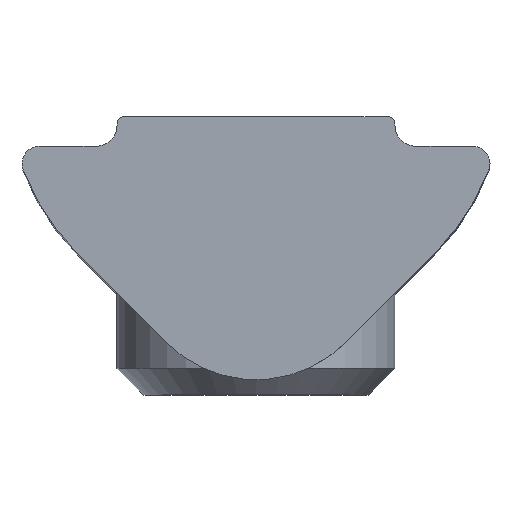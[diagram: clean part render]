
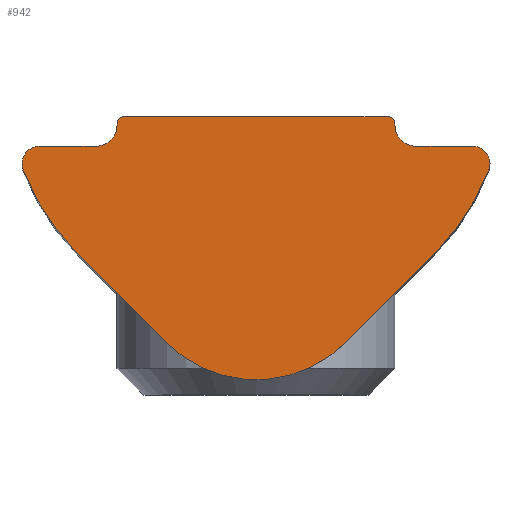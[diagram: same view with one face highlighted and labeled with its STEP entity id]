
A CAD part, top view. The second image highlights one B-rep face of the part: STEP entity #942.
In plain terms, the highlighted planar face has unit normal (0, 0, 1).
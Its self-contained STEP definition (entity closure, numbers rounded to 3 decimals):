
#6 = DIRECTION ( 'NONE',  ( 1., 0., 0. ) ) ;
#10 = FACE_OUTER_BOUND ( 'NONE', #934, .T. ) ;
#13 = AXIS2_PLACEMENT_3D ( 'NONE', #651, #1322, #773 ) ;
#15 = CARTESIAN_POINT ( 'NONE',  ( -5.09, -3.142, 14. ) ) ;
#36 = ORIENTED_EDGE ( 'NONE', *, *, #313, .F. ) ;
#40 = CIRCLE ( 'NONE', #1156, 0.501 ) ;
#41 = ORIENTED_EDGE ( 'NONE', *, *, #807, .T. ) ;
#42 = AXIS2_PLACEMENT_3D ( 'NONE', #455, #125, #1148 ) ;
#43 = CIRCLE ( 'NONE', #1426, 0.501 ) ;
#47 = EDGE_CURVE ( 'NONE', #1372, #538, #716, .T. ) ;
#55 = EDGE_CURVE ( 'NONE', #602, #842, #479, .T. ) ;
#62 = AXIS2_PLACEMENT_3D ( 'NONE', #1212, #530, #764 ) ;
#64 = VECTOR ( 'NONE', #197, 1000. ) ;
#79 = EDGE_CURVE ( 'NONE', #1162, #233, #1393, .T. ) ;
#98 = DIRECTION ( 'NONE',  ( 0., 1., 0. ) ) ;
#108 = DIRECTION ( 'NONE',  ( 0., 0., -1. ) ) ;
#117 = DIRECTION ( 'NONE',  ( 1., 0., 0. ) ) ;
#120 = EDGE_CURVE ( 'NONE', #454, #711, #665, .T. ) ;
#125 = DIRECTION ( 'NONE',  ( 0., 0., 1. ) ) ;
#127 = ORIENTED_EDGE ( 'NONE', *, *, #481, .F. ) ;
#130 = CARTESIAN_POINT ( 'NONE',  ( 5.092, -3.142, 14. ) ) ;
#143 = CIRCLE ( 'NONE', #958, 7.2 ) ;
#144 = CARTESIAN_POINT ( 'NONE',  ( 2.584, -5.651, 14. ) ) ;
#153 = VERTEX_POINT ( 'NONE', #15 ) ;
#189 = LINE ( 'NONE', #972, #791 ) ;
#196 = EDGE_CURVE ( 'NONE', #1372, #1307, #1228, .T. ) ;
#197 = DIRECTION ( 'NONE',  ( 1., 0., 0. ) ) ;
#224 = LINE ( 'NONE', #878, #413 ) ;
#233 = VERTEX_POINT ( 'NONE', #361 ) ;
#234 = PLANE ( 'NONE',  #42 ) ;
#235 = CARTESIAN_POINT ( 'NONE',  ( -6.234, 0., 14. ) ) ;
#277 = ORIENTED_EDGE ( 'NONE', *, *, #1360, .T. ) ;
#287 = CARTESIAN_POINT ( 'NONE',  ( -6.234, -0.501, 14. ) ) ;
#292 = LINE ( 'NONE', #639, #64 ) ;
#313 = EDGE_CURVE ( 'NONE', #1145, #442, #1318, .T. ) ;
#327 = CARTESIAN_POINT ( 'NONE',  ( 4.001, 0.65, 14. ) ) ;
#337 = CARTESIAN_POINT ( 'NONE',  ( 3.801, 0.65, 14. ) ) ;
#341 = VERTEX_POINT ( 'NONE', #1193 ) ;
#359 = DIRECTION ( 'NONE',  ( 0.707, 0.707, 0. ) ) ;
#360 = EDGE_CURVE ( 'NONE', #454, #602, #292, .T. ) ;
#361 = CARTESIAN_POINT ( 'NONE',  ( 6.702, -0.684, 14. ) ) ;
#393 = CARTESIAN_POINT ( 'NONE',  ( -3.999, 0.6, 14. ) ) ;
#397 = DIRECTION ( 'NONE',  ( 0., 0., -1. ) ) ;
#413 = VECTOR ( 'NONE', #637, 1000. ) ;
#442 = VERTEX_POINT ( 'NONE', #235 ) ;
#447 = DIRECTION ( 'NONE',  ( 0.707, -0.707, 0. ) ) ;
#452 = EDGE_CURVE ( 'NONE', #682, #701, #689, .T. ) ;
#454 = VERTEX_POINT ( 'NONE', #1098 ) ;
#455 = CARTESIAN_POINT ( 'NONE',  ( 0.001, -2.105, 14. ) ) ;
#457 = DIRECTION ( 'NONE',  ( 1., 0., 0. ) ) ;
#460 = CARTESIAN_POINT ( 'NONE',  ( 4.601, 0., 14. ) ) ;
#466 = CARTESIAN_POINT ( 'NONE',  ( 3.801, 0.85, 14. ) ) ;
#471 = DIRECTION ( 'NONE',  ( 0., 0., -1. ) ) ;
#477 = CARTESIAN_POINT ( 'NONE',  ( 4.001, 0.6, 14. ) ) ;
#479 = CIRCLE ( 'NONE', #1296, 0.2 ) ;
#481 = EDGE_CURVE ( 'NONE', #341, #233, #40, .T. ) ;
#496 = CARTESIAN_POINT ( 'NONE',  ( -2.582, -5.651, 14. ) ) ;
#513 = CARTESIAN_POINT ( 'NONE',  ( -3.799, 0.65, 14. ) ) ;
#530 = DIRECTION ( 'NONE',  ( 0., 0., 1. ) ) ;
#538 = VERTEX_POINT ( 'NONE', #477 ) ;
#545 = ORIENTED_EDGE ( 'NONE', *, *, #452, .T. ) ;
#580 = ORIENTED_EDGE ( 'NONE', *, *, #855, .T. ) ;
#583 = CARTESIAN_POINT ( 'NONE',  ( 6.236, -0.501, 14. ) ) ;
#599 = AXIS2_PLACEMENT_3D ( 'NONE', #1403, #397, #841 ) ;
#602 = VERTEX_POINT ( 'NONE', #466 ) ;
#629 = DIRECTION ( 'NONE',  ( 1., 0., 0. ) ) ;
#631 = DIRECTION ( 'NONE',  ( 1., 0., 0. ) ) ;
#637 = DIRECTION ( 'NONE',  ( 0., 1., 0. ) ) ;
#639 = CARTESIAN_POINT ( 'NONE',  ( -3.799, 0.85, 14. ) ) ;
#649 = DIRECTION ( 'NONE',  ( 0., 0., 1. ) ) ;
#651 = CARTESIAN_POINT ( 'NONE',  ( 4.601, 0.6, 14. ) ) ;
#665 = CIRCLE ( 'NONE', #1441, 0.2 ) ;
#682 = VERTEX_POINT ( 'NONE', #496 ) ;
#689 = CIRCLE ( 'NONE', #875, 3.652 ) ;
#697 = ORIENTED_EDGE ( 'NONE', *, *, #1260, .T. ) ;
#701 = VERTEX_POINT ( 'NONE', #961 ) ;
#704 = ORIENTED_EDGE ( 'NONE', *, *, #120, .T. ) ;
#711 = VERTEX_POINT ( 'NONE', #747 ) ;
#714 = EDGE_CURVE ( 'NONE', #442, #798, #189, .T. ) ;
#716 = CIRCLE ( 'NONE', #13, 0.6 ) ;
#747 = CARTESIAN_POINT ( 'NONE',  ( -3.999, 0.65, 14. ) ) ;
#750 = ORIENTED_EDGE ( 'NONE', *, *, #1435, .T. ) ;
#754 = CARTESIAN_POINT ( 'NONE',  ( 0.001, 1.949, 14. ) ) ;
#764 = DIRECTION ( 'NONE',  ( 1., 0., 0. ) ) ;
#768 = CARTESIAN_POINT ( 'NONE',  ( 4.001, -2.105, 14. ) ) ;
#769 = CIRCLE ( 'NONE', #599, 0.6 ) ;
#773 = DIRECTION ( 'NONE',  ( 1., 0., 0. ) ) ;
#776 = DIRECTION ( 'NONE',  ( 0., 0., -1. ) ) ;
#778 = ORIENTED_EDGE ( 'NONE', *, *, #714, .F. ) ;
#791 = VECTOR ( 'NONE', #631, 1000. ) ;
#798 = VERTEX_POINT ( 'NONE', #1215 ) ;
#806 = ORIENTED_EDGE ( 'NONE', *, *, #360, .F. ) ;
#807 = EDGE_CURVE ( 'NONE', #153, #682, #999, .T. ) ;
#834 = ORIENTED_EDGE ( 'NONE', *, *, #79, .T. ) ;
#841 = DIRECTION ( 'NONE',  ( 1., 0., 0. ) ) ;
#842 = VERTEX_POINT ( 'NONE', #327 ) ;
#849 = DIRECTION ( 'NONE',  ( 0., 0., -1. ) ) ;
#855 = EDGE_CURVE ( 'NONE', #538, #842, #1089, .T. ) ;
#856 = VECTOR ( 'NONE', #359, 1000. ) ;
#860 = ORIENTED_EDGE ( 'NONE', *, *, #47, .T. ) ;
#875 = AXIS2_PLACEMENT_3D ( 'NONE', #1116, #988, #117 ) ;
#878 = CARTESIAN_POINT ( 'NONE',  ( -3.999, 0.6, 14. ) ) ;
#934 = EDGE_LOOP ( 'NONE', ( #580, #947, #806, #704, #938, #697, #778, #36, #277, #41, #545, #750, #834, #127, #1114, #1062, #860 ) ) ;
#938 = ORIENTED_EDGE ( 'NONE', *, *, #1072, .F. ) ;
#940 = CARTESIAN_POINT ( 'NONE',  ( 6.236, 0., 14. ) ) ;
#942 = ADVANCED_FACE ( 'NONE', ( #10 ), #234, .T. ) ;
#947 = ORIENTED_EDGE ( 'NONE', *, *, #55, .F. ) ;
#958 = AXIS2_PLACEMENT_3D ( 'NONE', #754, #649, #1424 ) ;
#961 = CARTESIAN_POINT ( 'NONE',  ( 2.584, -5.651, 14. ) ) ;
#972 = CARTESIAN_POINT ( 'NONE',  ( -6.234, 0., 14. ) ) ;
#988 = DIRECTION ( 'NONE',  ( 0., 0., 1. ) ) ;
#989 = CARTESIAN_POINT ( 'NONE',  ( 4.601, 0., 14. ) ) ;
#999 = LINE ( 'NONE', #1103, #1447 ) ;
#1001 = VERTEX_POINT ( 'NONE', #393 ) ;
#1012 = CARTESIAN_POINT ( 'NONE',  ( 6.236, -0.501, 14. ) ) ;
#1062 = ORIENTED_EDGE ( 'NONE', *, *, #196, .F. ) ;
#1072 = EDGE_CURVE ( 'NONE', #1001, #711, #224, .T. ) ;
#1089 = LINE ( 'NONE', #768, #1345 ) ;
#1098 = CARTESIAN_POINT ( 'NONE',  ( -3.799, 0.85, 14. ) ) ;
#1103 = CARTESIAN_POINT ( 'NONE',  ( -5.09, -3.142, 14. ) ) ;
#1114 = ORIENTED_EDGE ( 'NONE', *, *, #1455, .F. ) ;
#1116 = CARTESIAN_POINT ( 'NONE',  ( 0.001, -3.068, 14. ) ) ;
#1145 = VERTEX_POINT ( 'NONE', #1251 ) ;
#1148 = DIRECTION ( 'NONE',  ( 0., -1., 0. ) ) ;
#1156 = AXIS2_PLACEMENT_3D ( 'NONE', #1012, #776, #1331 ) ;
#1162 = VERTEX_POINT ( 'NONE', #130 ) ;
#1193 = CARTESIAN_POINT ( 'NONE',  ( 6.737, -0.501, 14. ) ) ;
#1201 = VECTOR ( 'NONE', #6, 1000. ) ;
#1212 = CARTESIAN_POINT ( 'NONE',  ( 0.001, 1.949, 14. ) ) ;
#1215 = CARTESIAN_POINT ( 'NONE',  ( -4.599, 0., 14. ) ) ;
#1228 = LINE ( 'NONE', #460, #1201 ) ;
#1251 = CARTESIAN_POINT ( 'NONE',  ( -6.7, -0.684, 14. ) ) ;
#1260 = EDGE_CURVE ( 'NONE', #1001, #798, #769, .T. ) ;
#1291 = DIRECTION ( 'NONE',  ( 1., 0., 0. ) ) ;
#1296 = AXIS2_PLACEMENT_3D ( 'NONE', #337, #108, #629 ) ;
#1303 = DIRECTION ( 'NONE',  ( 0., 0., 1. ) ) ;
#1307 = VERTEX_POINT ( 'NONE', #940 ) ;
#1318 = CIRCLE ( 'NONE', #1343, 0.501 ) ;
#1322 = DIRECTION ( 'NONE',  ( 0., 0., -1. ) ) ;
#1331 = DIRECTION ( 'NONE',  ( 1., 0., 0. ) ) ;
#1340 = LINE ( 'NONE', #144, #856 ) ;
#1343 = AXIS2_PLACEMENT_3D ( 'NONE', #287, #849, #1291 ) ;
#1345 = VECTOR ( 'NONE', #98, 1000. ) ;
#1360 = EDGE_CURVE ( 'NONE', #1145, #153, #143, .T. ) ;
#1372 = VERTEX_POINT ( 'NONE', #989 ) ;
#1393 = CIRCLE ( 'NONE', #62, 7.2 ) ;
#1403 = CARTESIAN_POINT ( 'NONE',  ( -4.599, 0.6, 14. ) ) ;
#1424 = DIRECTION ( 'NONE',  ( 1., 0., 0. ) ) ;
#1426 = AXIS2_PLACEMENT_3D ( 'NONE', #583, #471, #457 ) ;
#1435 = EDGE_CURVE ( 'NONE', #701, #1162, #1340, .T. ) ;
#1441 = AXIS2_PLACEMENT_3D ( 'NONE', #513, #1303, #1449 ) ;
#1447 = VECTOR ( 'NONE', #447, 1000. ) ;
#1449 = DIRECTION ( 'NONE',  ( 1., 0., 0. ) ) ;
#1455 = EDGE_CURVE ( 'NONE', #1307, #341, #43, .T. ) ;
